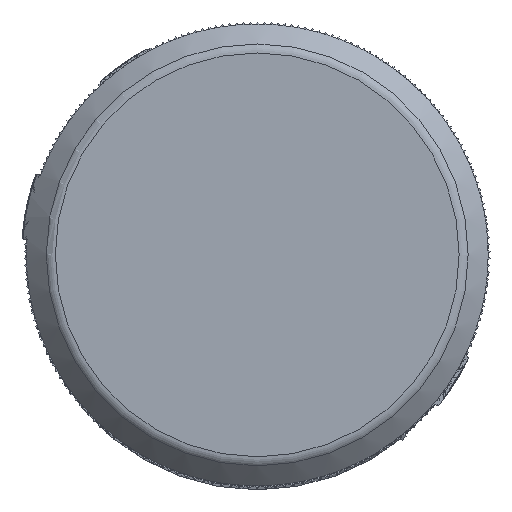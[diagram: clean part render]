
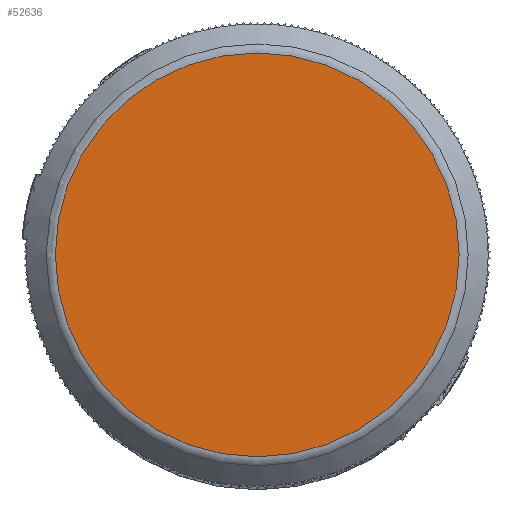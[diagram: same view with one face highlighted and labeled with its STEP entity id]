
A CAD part, top view. The second image highlights one B-rep face of the part: STEP entity #52636.
In plain terms, the highlighted planar face has unit normal (0, 0, 1).
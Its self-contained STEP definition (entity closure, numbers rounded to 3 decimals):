
#24769=FACE_OUTER_BOUND('',#64050,.T.);
#52636=ADVANCED_FACE('',(#24769),#56512,.F.);
#56512=PLANE('',#145869);
#64050=EDGE_LOOP('',(#98160));
#98160=ORIENTED_EDGE('',*,*,#128415,.T.);
#111006=VERTEX_POINT('',#260394);
#128415=EDGE_CURVE('',#111006,#111006,#133958,.T.);
#133958=CIRCLE('',#145868,31.672);
#145868=AXIS2_PLACEMENT_3D('',#260393,#176699,#176700);
#145869=AXIS2_PLACEMENT_3D('',#260395,#176701,#176702);
#176699=DIRECTION('',(0.,0.,1.));
#176700=DIRECTION('',(-1.,0.,0.));
#176701=DIRECTION('',(0.,0.,-1.));
#176702=DIRECTION('',(-1.,0.,0.));
#260393=CARTESIAN_POINT('',(0.,0.,
322.1));
#260394=CARTESIAN_POINT('',(-31.672,0.,322.1));
#260395=CARTESIAN_POINT('',(0.,32.5,322.1));
